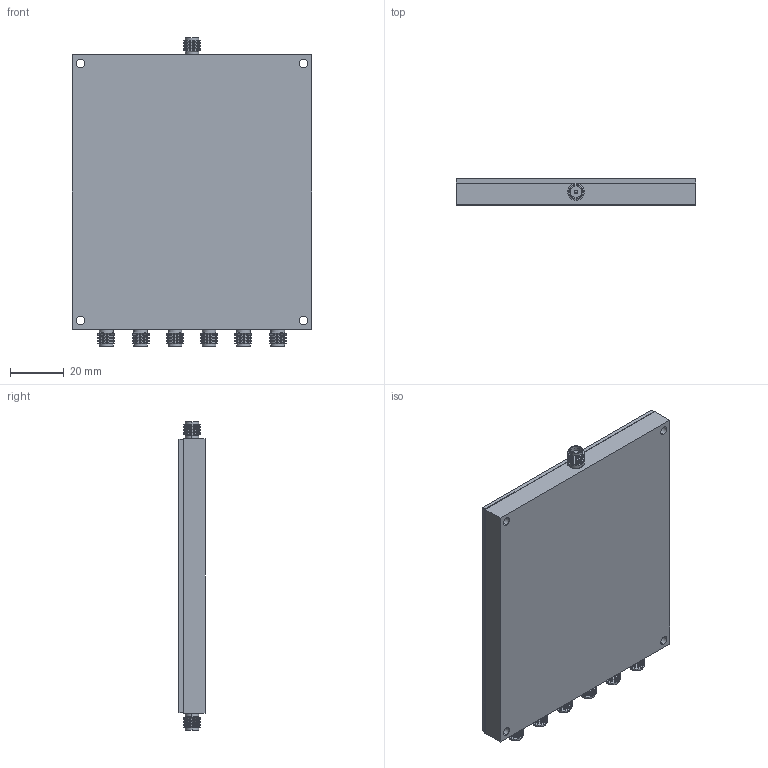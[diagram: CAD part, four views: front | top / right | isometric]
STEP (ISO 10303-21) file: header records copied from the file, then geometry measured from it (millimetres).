
FILE_DESCRIPTION (( 'STEP AP214' ), '1' );
FILE_NAME ('DMS 646_C.STEP', '2022-07-28T19:42:07', ( '' ), ( '' ), 'SwSTEP 2.0', 'SolidWorks 2021', '' );
FILE_SCHEMA (( 'AUTOMOTIVE_DESIGN' ));
Length unit declared in the file: inch
Products named in the file (1): DMS 646_C
Bounding box: 88.9 x 9.65 x 114.4 mm (x, y, z)
Volume: 87599 mm3; surface area: 44468.2 mm2
Topology: 23 solids, 23 shells, 1235 faces, 3012 edges, 1882 vertices
Faces by surface type: cylinder 633, plane 310, cone 252, bspline 40
Entity records: 47122 total; most frequent: CARTESIAN_POINT 8468, DIRECTION 6744, ORIENTED_EDGE 6024, EDGE_CURVE 3012, AXIS2_PLACEMENT_3D 2630, VERTEX_POINT 1882, VECTOR 1484, LINE 1484
